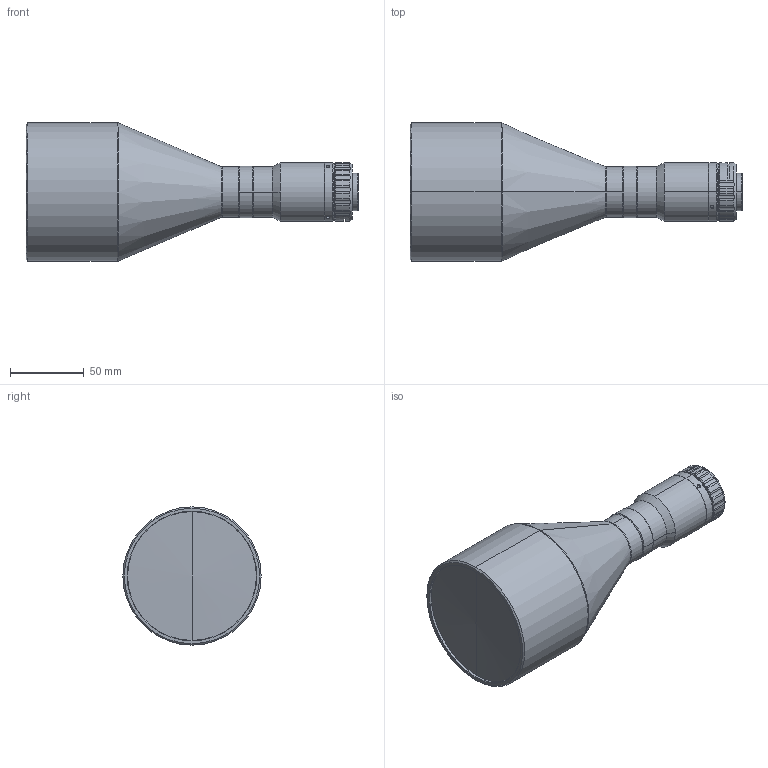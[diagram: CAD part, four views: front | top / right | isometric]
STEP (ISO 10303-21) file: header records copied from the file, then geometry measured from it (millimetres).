
FILE_DESCRIPTION (( 'STEP AP203' ), '1' );
FILE_NAME ('DTCM111-72-AL.STEP', '2019-11-14T07:15:04', ( 'Windows 蚚誧' ), ( '' ), 'SwSTEP 2.0', 'SolidWorks 2017', '' );
FILE_SCHEMA (( 'CONFIG_CONTROL_DESIGN' ));
Length unit declared in the file: millimetre
Products named in the file (1): DTCM111-72-AL
Bounding box: 225.63 x 94 x 94 mm (x, y, z)
Volume: 766309.7 mm3; surface area: 53910.7 mm2
Topology: 2 solids, 2 shells, 125 faces, 315 edges, 197 vertices
Faces by surface type: cylinder 66, cone 37, plane 18, bspline 4
Entity records: 4351 total; most frequent: CARTESIAN_POINT 1374, ORIENTED_EDGE 618, DIRECTION 594, EDGE_CURVE 309, AXIS2_PLACEMENT_3D 241, VERTEX_POINT 197, EDGE_LOOP 136, FACE_OUTER_BOUND 125
